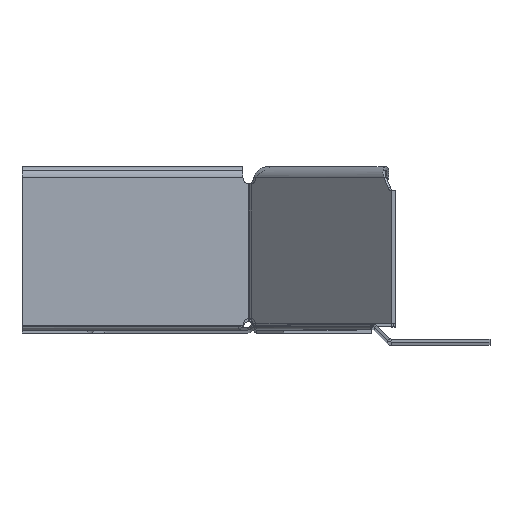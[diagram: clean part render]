
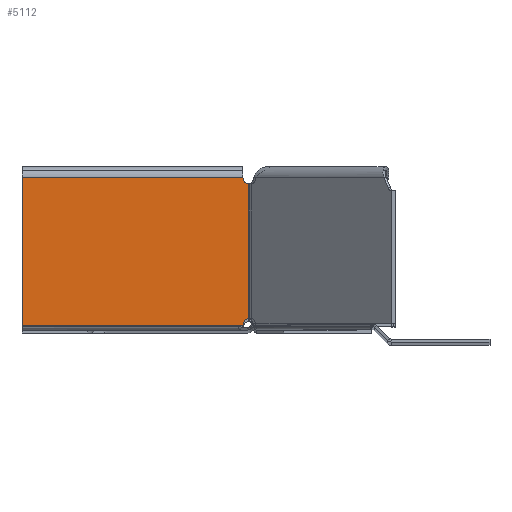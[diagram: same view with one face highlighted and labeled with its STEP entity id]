
A CAD part, top view. The second image highlights one B-rep face of the part: STEP entity #5112.
In plain terms, the highlighted face is planar.
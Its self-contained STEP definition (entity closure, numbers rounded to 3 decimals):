
#150 = LINE ( 'NONE', #985, #3478 ) ;
#207 = VECTOR ( 'NONE', #3841, 1000. ) ;
#220 = ORIENTED_EDGE ( 'NONE', *, *, #3069, .F. ) ;
#247 = VECTOR ( 'NONE', #4358, 1000. ) ;
#254 = CARTESIAN_POINT ( 'NONE',  ( -79.35, 1.75, -6.75 ) ) ;
#699 = CARTESIAN_POINT ( 'NONE',  ( -79.35, 53.25, -6.75 ) ) ;
#852 = DIRECTION ( 'NONE',  ( 0., 0., 1. ) ) ;
#862 = CIRCLE ( 'NONE', #3936, 2.25 ) ;
#890 = CARTESIAN_POINT ( 'NONE',  ( -78.98, 51.031, -6.75 ) ) ;
#910 = DIRECTION ( 'NONE',  ( 0., 1., 0. ) ) ;
#985 = CARTESIAN_POINT ( 'NONE',  ( -206.54, 53.25, -6.75 ) ) ;
#987 = CARTESIAN_POINT ( 'NONE',  ( -77.1, 53.25, -6.75 ) ) ;
#1078 = ORIENTED_EDGE ( 'NONE', *, *, #4025, .T. ) ;
#1222 = CIRCLE ( 'NONE', #3333, 2.25 ) ;
#1325 = LINE ( 'NONE', #3432, #1390 ) ;
#1390 = VECTOR ( 'NONE', #5135, 1000. ) ;
#1503 = CARTESIAN_POINT ( 'NONE',  ( -206.54, 1.75, -6.75 ) ) ;
#1614 = AXIS2_PLACEMENT_3D ( 'NONE', #3368, #852, #910 ) ;
#1680 = VERTEX_POINT ( 'NONE', #890 ) ;
#1735 = CARTESIAN_POINT ( 'NONE',  ( 0., 53.25, -6.75 ) ) ;
#1815 = VERTEX_POINT ( 'NONE', #3613 ) ;
#2124 = ORIENTED_EDGE ( 'NONE', *, *, #5159, .T. ) ;
#2362 = VERTEX_POINT ( 'NONE', #987 ) ;
#2543 = ORIENTED_EDGE ( 'NONE', *, *, #3755, .F. ) ;
#2663 = CARTESIAN_POINT ( 'NONE',  ( -78.98, 0., -6.75 ) ) ;
#2746 = ORIENTED_EDGE ( 'NONE', *, *, #3217, .F. ) ;
#2782 = VERTEX_POINT ( 'NONE', #3251 ) ;
#3069 = EDGE_CURVE ( 'NONE', #2362, #1680, #862, .T. ) ;
#3095 = LINE ( 'NONE', #2663, #207 ) ;
#3217 = EDGE_CURVE ( 'NONE', #3356, #3239, #1325, .T. ) ;
#3239 = VERTEX_POINT ( 'NONE', #1735 ) ;
#3251 = CARTESIAN_POINT ( 'NONE',  ( -78.98, 3.969, -6.75 ) ) ;
#3333 = AXIS2_PLACEMENT_3D ( 'NONE', #254, #5262, #3595 ) ;
#3356 = VERTEX_POINT ( 'NONE', #5215 ) ;
#3368 = CARTESIAN_POINT ( 'NONE',  ( -206.54, 0., -6.75 ) ) ;
#3382 = EDGE_CURVE ( 'NONE', #1815, #3356, #4010, .T. ) ;
#3383 = EDGE_LOOP ( 'NONE', ( #1078, #220, #2124, #2746, #5394, #2543 ) ) ;
#3432 = CARTESIAN_POINT ( 'NONE',  ( 0., 0., -6.75 ) ) ;
#3478 = VECTOR ( 'NONE', #4390, 1000. ) ;
#3595 = DIRECTION ( 'NONE',  ( 0., 1., 0. ) ) ;
#3613 = CARTESIAN_POINT ( 'NONE',  ( -77.1, 1.75, -6.75 ) ) ;
#3755 = EDGE_CURVE ( 'NONE', #2782, #1815, #1222, .T. ) ;
#3841 = DIRECTION ( 'NONE',  ( 0., 1., 0. ) ) ;
#3936 = AXIS2_PLACEMENT_3D ( 'NONE', #699, #4492, #4826 ) ;
#4010 = LINE ( 'NONE', #1503, #247 ) ;
#4025 = EDGE_CURVE ( 'NONE', #2782, #1680, #3095, .T. ) ;
#4178 = PLANE ( 'NONE',  #1614 ) ;
#4358 = DIRECTION ( 'NONE',  ( 1., 0., 0. ) ) ;
#4390 = DIRECTION ( 'NONE',  ( 1., 0., 0. ) ) ;
#4492 = DIRECTION ( 'NONE',  ( 0., 0., -1. ) ) ;
#4826 = DIRECTION ( 'NONE',  ( 0., 1., 0. ) ) ;
#5112 = ADVANCED_FACE ( 'NONE', ( #5416 ), #4178, .F. ) ;
#5135 = DIRECTION ( 'NONE',  ( 0., 1., 0. ) ) ;
#5159 = EDGE_CURVE ( 'NONE', #2362, #3239, #150, .T. ) ;
#5215 = CARTESIAN_POINT ( 'NONE',  ( 0., 1.75, -6.75 ) ) ;
#5262 = DIRECTION ( 'NONE',  ( 0., 0., -1. ) ) ;
#5394 = ORIENTED_EDGE ( 'NONE', *, *, #3382, .F. ) ;
#5416 = FACE_OUTER_BOUND ( 'NONE', #3383, .T. ) ;
